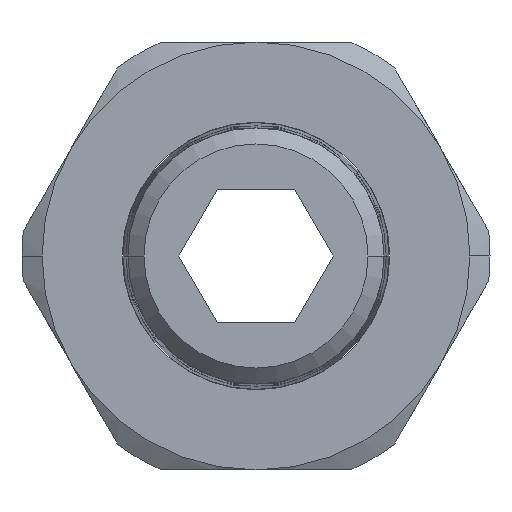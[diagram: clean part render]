
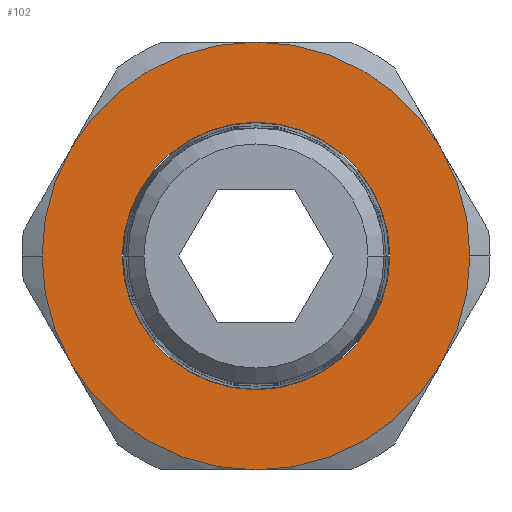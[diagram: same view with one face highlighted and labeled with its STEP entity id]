
A CAD part, front view. The second image highlights one B-rep face of the part: STEP entity #102.
In plain terms, the highlighted planar face has unit normal (0, -1, 0).
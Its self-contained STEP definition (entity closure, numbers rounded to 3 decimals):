
#102=ADVANCED_FACE('',(#227,#228),#229,.F.);
#227=FACE_BOUND('',#368,.T.);
#228=FACE_OUTER_BOUND('',#369,.T.);
#229=PLANE('',#370);
#368=EDGE_LOOP('',(#800,#801));
#369=EDGE_LOOP('',(#802,#803,#804,#805,#806,#807,#808,#809));
#370=AXIS2_PLACEMENT_3D('',#810,#811,#812);
#800=ORIENTED_EDGE('',*,*,#946,.T.);
#801=ORIENTED_EDGE('',*,*,#1050,.T.);
#802=ORIENTED_EDGE('',*,*,#979,.F.);
#803=ORIENTED_EDGE('',*,*,#1048,.F.);
#804=ORIENTED_EDGE('',*,*,#1047,.F.);
#805=ORIENTED_EDGE('',*,*,#981,.F.);
#806=ORIENTED_EDGE('',*,*,#1046,.F.);
#807=ORIENTED_EDGE('',*,*,#1045,.F.);
#808=ORIENTED_EDGE('',*,*,#1044,.F.);
#809=ORIENTED_EDGE('',*,*,#1049,.F.);
#810=CARTESIAN_POINT('',(0.,0.0,0.0));
#811=DIRECTION('',(0.0,1.0,0.0));
#812=DIRECTION('',(0.0,0.0,1.0));
#946=EDGE_CURVE('',#1124,#1128,#1130,.T.);
#979=EDGE_CURVE('',#1190,#1186,#1192,.T.);
#981=EDGE_CURVE('',#1193,#1196,#1197,.T.);
#1044=EDGE_CURVE('',#1222,#1246,#1297,.T.);
#1045=EDGE_CURVE('',#1246,#1234,#1298,.T.);
#1046=EDGE_CURVE('',#1234,#1193,#1299,.T.);
#1047=EDGE_CURVE('',#1196,#1275,#1300,.T.);
#1048=EDGE_CURVE('',#1275,#1190,#1301,.T.);
#1049=EDGE_CURVE('',#1186,#1222,#1302,.T.);
#1050=EDGE_CURVE('',#1128,#1124,#1303,.T.);
#1124=VERTEX_POINT('',#1403);
#1128=VERTEX_POINT('',#1408);
#1130=CIRCLE('',#1411,5.0);
#1186=VERTEX_POINT('',#1475);
#1190=VERTEX_POINT('',#1480);
#1192=CIRCLE('',#1493,8.0);
#1193=VERTEX_POINT('',#1494);
#1196=VERTEX_POINT('',#1498);
#1197=CIRCLE('',#1499,8.0);
#1222=VERTEX_POINT('',#1563);
#1234=VERTEX_POINT('',#1621);
#1246=VERTEX_POINT('',#1679);
#1275=VERTEX_POINT('',#1778);
#1297=CIRCLE('',#1868,8.0);
#1298=CIRCLE('',#1869,8.0);
#1299=CIRCLE('',#1870,8.0);
#1300=CIRCLE('',#1871,8.0);
#1301=CIRCLE('',#1872,8.0);
#1302=CIRCLE('',#1873,8.0);
#1303=CIRCLE('',#1874,5.0);
#1403=CARTESIAN_POINT('',(5.0,0.0,0.0));
#1408=CARTESIAN_POINT('',(-5.0,0.0,0.));
#1411=AXIS2_PLACEMENT_3D('',#1954,#1955,#1956);
#1475=CARTESIAN_POINT('',(-8.0,0.0,0.));
#1480=CARTESIAN_POINT('',(-6.928,0.0,-4.0));
#1493=AXIS2_PLACEMENT_3D('',#2032,#2033,#2034);
#1494=CARTESIAN_POINT('',(8.0,0.0,0.));
#1498=CARTESIAN_POINT('',(6.928,0.,-4.0));
#1499=AXIS2_PLACEMENT_3D('',#2036,#2037,#2038);
#1563=CARTESIAN_POINT('',(-6.928,0.0,4.0));
#1621=CARTESIAN_POINT('',(6.928,0.0,4.0));
#1679=CARTESIAN_POINT('',(0.,0.0,8.0));
#1778=CARTESIAN_POINT('',(0.0,0.0,-8.0));
#1868=AXIS2_PLACEMENT_3D('',#2124,#2125,#2126);
#1869=AXIS2_PLACEMENT_3D('',#2127,#2128,#2129);
#1870=AXIS2_PLACEMENT_3D('',#2130,#2131,#2132);
#1871=AXIS2_PLACEMENT_3D('',#2133,#2134,#2135);
#1872=AXIS2_PLACEMENT_3D('',#2136,#2137,#2138);
#1873=AXIS2_PLACEMENT_3D('',#2139,#2140,#2141);
#1874=AXIS2_PLACEMENT_3D('',#2142,#2143,#2144);
#1954=CARTESIAN_POINT('',(0.0,0.0,0.0));
#1955=DIRECTION('',(-0.0,1.0,0.0));
#1956=DIRECTION('',(1.0,0.0,0.0));
#2032=CARTESIAN_POINT('',(0.0,0.0,0.0));
#2033=DIRECTION('',(-0.0,1.0,0.0));
#2034=DIRECTION('',(1.0,0.0,0.0));
#2036=CARTESIAN_POINT('',(0.0,0.0,0.0));
#2037=DIRECTION('',(-0.0,1.0,0.0));
#2038=DIRECTION('',(1.0,0.0,0.0));
#2124=CARTESIAN_POINT('',(0.0,0.0,0.0));
#2125=DIRECTION('',(-0.0,1.0,0.0));
#2126=DIRECTION('',(1.0,0.0,0.0));
#2127=CARTESIAN_POINT('',(0.0,0.0,0.0));
#2128=DIRECTION('',(-0.0,1.0,0.0));
#2129=DIRECTION('',(1.0,0.0,0.0));
#2130=CARTESIAN_POINT('',(0.0,0.0,0.0));
#2131=DIRECTION('',(-0.0,1.0,0.0));
#2132=DIRECTION('',(1.0,0.0,0.0));
#2133=CARTESIAN_POINT('',(0.0,0.0,0.0));
#2134=DIRECTION('',(-0.0,1.0,0.0));
#2135=DIRECTION('',(1.0,0.0,0.0));
#2136=CARTESIAN_POINT('',(0.0,0.0,0.0));
#2137=DIRECTION('',(-0.0,1.0,0.0));
#2138=DIRECTION('',(1.0,0.0,0.0));
#2139=CARTESIAN_POINT('',(0.0,0.0,0.0));
#2140=DIRECTION('',(-0.0,1.0,0.0));
#2141=DIRECTION('',(1.0,0.0,0.0));
#2142=CARTESIAN_POINT('',(0.0,0.0,0.0));
#2143=DIRECTION('',(-0.0,1.0,0.0));
#2144=DIRECTION('',(1.0,0.0,0.0));
